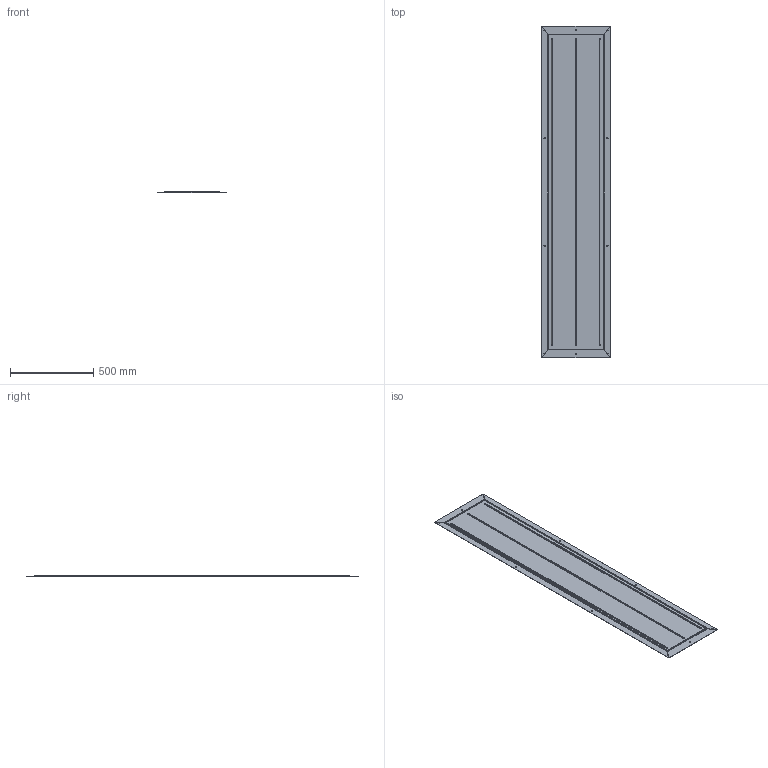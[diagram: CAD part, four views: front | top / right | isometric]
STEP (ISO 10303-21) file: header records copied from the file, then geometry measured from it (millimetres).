
FILE_DESCRIPTION (( 'STEP AP214' ), '1' );
FILE_NAME ('YKV-PB-20-45 Ïàíåëü áîêîâàÿ äëÿ ÂÐÓ 2000.ÕÕÕ.450 SMART (êîìï. 2øò.).STEP', '2018-11-02T08:17:53', ( '' ), ( '' ), 'SwSTEP 2.0', 'SolidWorks 2014', '' );
FILE_SCHEMA (( 'AUTOMOTIVE_DESIGN' ));
Length unit declared in the file: millimetre
Products named in the file (1): YKV-PB-20-45 Ïàíåëü áîêîâàÿ äëÿ ÂÐÓ 2000.ÕÕÕ.450 SMART (êîìï. 2øò.)
Bounding box: 415.59 x 1996.99 x 10 mm (x, y, z)
Volume: 1071304.1 mm3; surface area: 1778181.1 mm2
Topology: 1 solids, 1 shells, 132 faces, 352 edges, 224 vertices
Faces by surface type: cylinder 54, plane 54, torus 12, sphere 12
Entity records: 4194 total; most frequent: CARTESIAN_POINT 781, DIRECTION 734, ORIENTED_EDGE 704, EDGE_CURVE 352, AXIS2_PLACEMENT_3D 273, VERTEX_POINT 224, LINE 188, VECTOR 188
